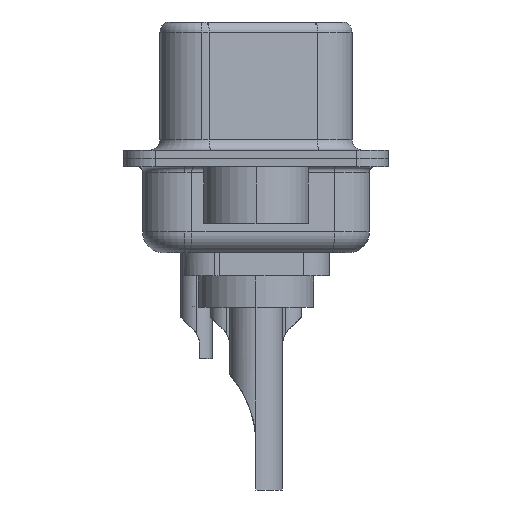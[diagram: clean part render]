
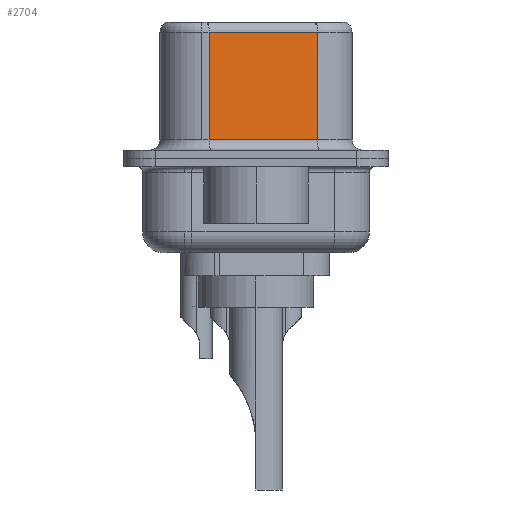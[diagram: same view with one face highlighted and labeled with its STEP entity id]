
A CAD part, left-side view. The second image highlights one B-rep face of the part: STEP entity #2704.
In plain terms, the highlighted planar face has unit normal (-0.985, -0.174, 0).
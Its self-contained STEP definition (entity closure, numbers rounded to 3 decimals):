
#132 = VECTOR ( 'NONE', #4990, 1000. ) ;
#1351 = VECTOR ( 'NONE', #15801, 1000. ) ;
#2333 = ORIENTED_EDGE ( 'NONE', *, *, #10338, .T. ) ;
#2704 = ADVANCED_FACE ( 'NONE', ( #5353 ), #11116, .F. ) ;
#3039 = LINE ( 'NONE', #11738, #11894 ) ;
#3176 = LINE ( 'NONE', #11437, #14306 ) ;
#3181 = CARTESIAN_POINT ( 'NONE',  ( 4.58, -2.927, 0.9 ) ) ;
#3346 = CARTESIAN_POINT ( 'NONE',  ( 4.58, -2.927, 6.02 ) ) ;
#4276 = AXIS2_PLACEMENT_3D ( 'NONE', #7198, #5139, #12781 ) ;
#4990 = DIRECTION ( 'NONE',  ( -0.174, 0.985, 0. ) ) ;
#5139 = DIRECTION ( 'NONE',  ( 0.985, 0.174, 0. ) ) ;
#5205 = DIRECTION ( 'NONE',  ( 0., 0., -1. ) ) ;
#5353 = FACE_OUTER_BOUND ( 'NONE', #20051, .T. ) ;
#5673 = LINE ( 'NONE', #3181, #1351 ) ;
#7109 = VERTEX_POINT ( 'NONE', #20343 ) ;
#7198 = CARTESIAN_POINT ( 'NONE',  ( 4.58, -2.927, 6.52 ) ) ;
#7469 = EDGE_CURVE ( 'NONE', #17401, #7109, #3039, .T. ) ;
#7583 = CARTESIAN_POINT ( 'NONE',  ( 3.67, 2.233, 6.02 ) ) ;
#7950 = CARTESIAN_POINT ( 'NONE',  ( 4.58, -2.927, 0.9 ) ) ;
#8174 = VERTEX_POINT ( 'NONE', #19206 ) ;
#8630 = LINE ( 'NONE', #3346, #132 ) ;
#10338 = EDGE_CURVE ( 'NONE', #7109, #15281, #5673, .T. ) ;
#11116 = PLANE ( 'NONE',  #4276 ) ;
#11141 = DIRECTION ( 'NONE',  ( 0., 0., -1. ) ) ;
#11437 = CARTESIAN_POINT ( 'NONE',  ( 4.58, -2.927, 6.52 ) ) ;
#11738 = CARTESIAN_POINT ( 'NONE',  ( 3.67, 2.233, 6.52 ) ) ;
#11894 = VECTOR ( 'NONE', #11141, 1000. ) ;
#11988 = EDGE_CURVE ( 'NONE', #8174, #15281, #3176, .T. ) ;
#12781 = DIRECTION ( 'NONE',  ( -0.174, 0.985, 0. ) ) ;
#13927 = EDGE_CURVE ( 'NONE', #8174, #17401, #8630, .T. ) ;
#14306 = VECTOR ( 'NONE', #5205, 1000. ) ;
#15281 = VERTEX_POINT ( 'NONE', #7950 ) ;
#15801 = DIRECTION ( 'NONE',  ( 0.174, -0.985, 0. ) ) ;
#16875 = ORIENTED_EDGE ( 'NONE', *, *, #13927, .T. ) ;
#17401 = VERTEX_POINT ( 'NONE', #7583 ) ;
#17634 = ORIENTED_EDGE ( 'NONE', *, *, #7469, .T. ) ;
#18339 = ORIENTED_EDGE ( 'NONE', *, *, #11988, .F. ) ;
#19206 = CARTESIAN_POINT ( 'NONE',  ( 4.58, -2.927, 6.02 ) ) ;
#20051 = EDGE_LOOP ( 'NONE', ( #18339, #16875, #17634, #2333 ) ) ;
#20343 = CARTESIAN_POINT ( 'NONE',  ( 3.67, 2.233, 0.9 ) ) ;
